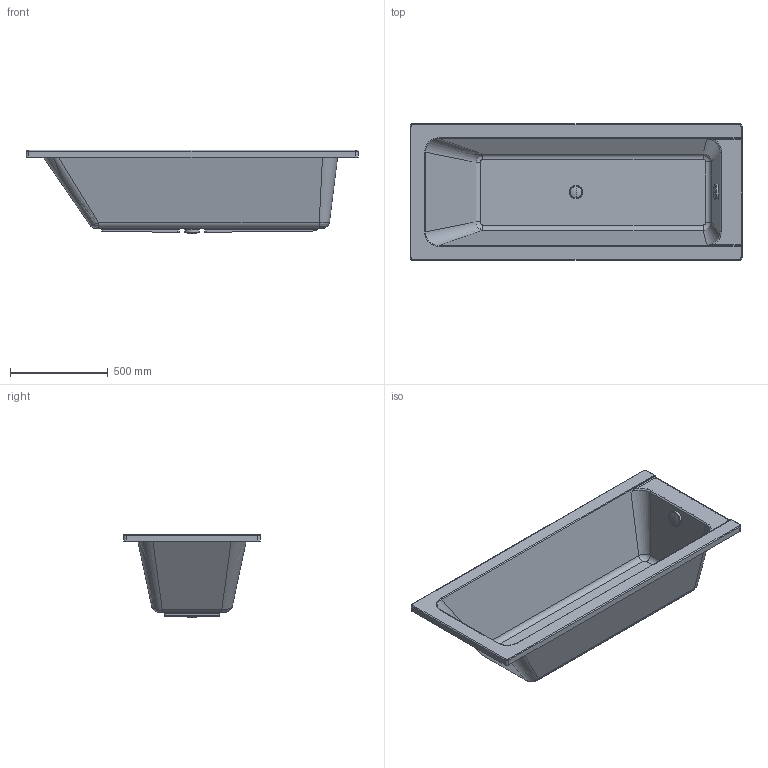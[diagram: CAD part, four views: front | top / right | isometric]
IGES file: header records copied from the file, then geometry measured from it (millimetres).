
Global section: file name: No Iges File Name specified; native system: Autodesk Inventor 2009; preprocessor: AutoDesk Inventor Iges Exporter R2009; author: Andreas; date: 20101211.193615; units: millimetre
Bounding box: 1700 x 700 x 427 mm (x, y, z)
Volume: 29169675.5 mm3; surface area: 4807945.5 mm2
Topology: 4 solids, 5 shells, 199 faces, 479 edges, 290 vertices
Faces by surface type: plane 52, cylinder 46, bspline 46, revolution 33, torus 18, sphere 2, cone 2
